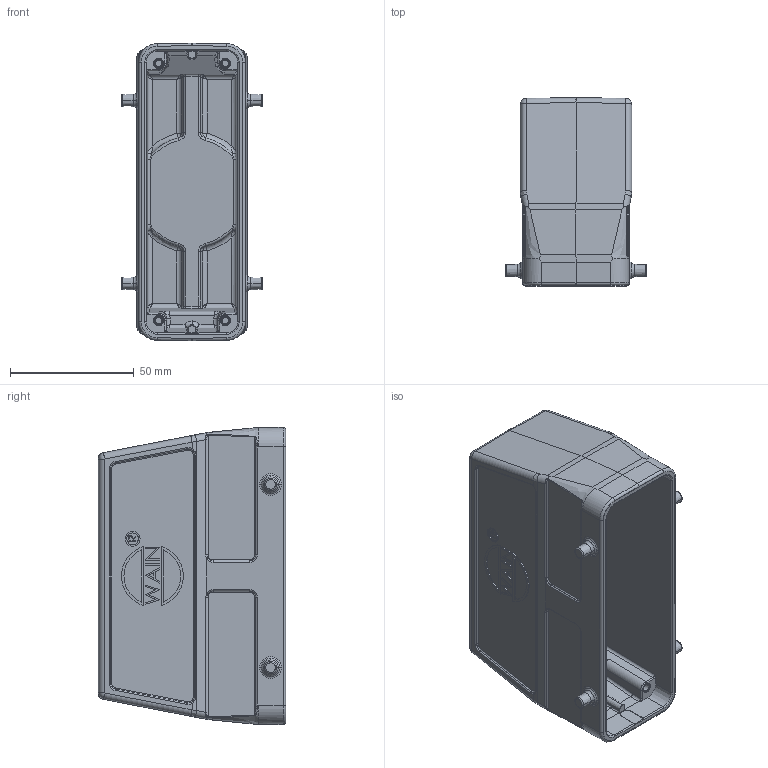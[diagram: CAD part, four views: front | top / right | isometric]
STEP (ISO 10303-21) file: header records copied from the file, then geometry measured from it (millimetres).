
FILE_DESCRIPTION((''),'2;1');
FILE_NAME('3D_1116249355001_EMC_H24B-BEH-4','2024-01-19T',('yp.zhu'),(''),'PRO/ENGINEER BY PARAMETRIC TECHNOLOGY CORPORATION, 2012480','PRO/ENGINEER BY PARAMETRIC TECHNOLOGY CORPORATION, 2012480','');
FILE_SCHEMA(('CONFIG_CONTROL_DESIGN'));
Length unit declared in the file: millimetre
Products named in the file (1): 3D_1116249355001_EMC_H24B-BEH-4
Bounding box: 57 x 76 x 120.2 mm (x, y, z)
Volume: 96114.7 mm3; surface area: 53784.6 mm2
Topology: 1 solids, 1 shells, 736 faces, 1797 edges, 1076 vertices
Faces by surface type: plane 251, cylinder 196, bspline 136, torus 85, cone 50, extrusion 10, sphere 8
Entity records: 29419 total; most frequent: CARTESIAN_POINT 13193, ORIENTED_EDGE 3538, DIRECTION 3094, EDGE_CURVE 1769, AXIS2_PLACEMENT_3D 1129, VERTEX_POINT 1076, VECTOR 836, LINE 826
